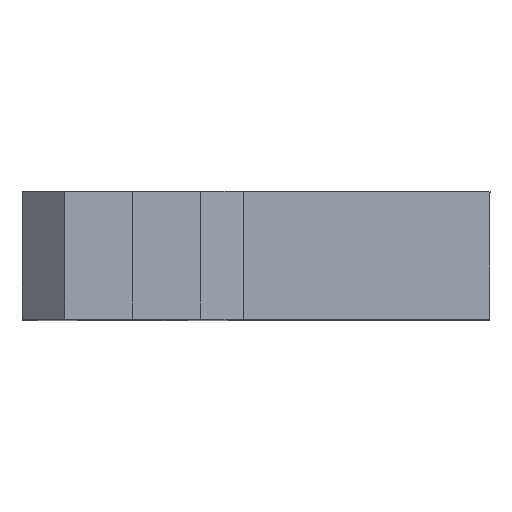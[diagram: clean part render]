
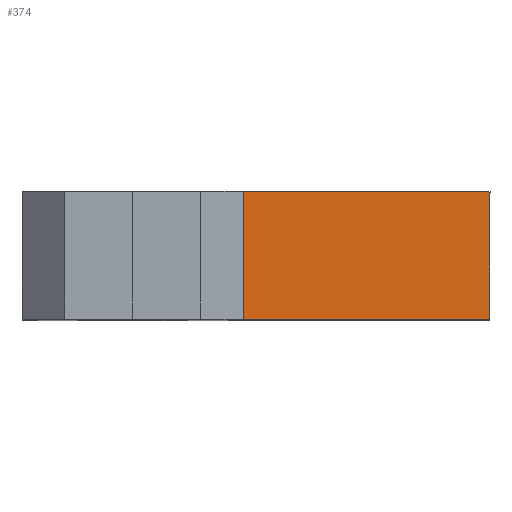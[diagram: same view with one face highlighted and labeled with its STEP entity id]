
A CAD part, top view. The second image highlights one B-rep face of the part: STEP entity #374.
In plain terms, the highlighted free-form (B-spline) face has degree [1, 1] with [2, 2] control points.
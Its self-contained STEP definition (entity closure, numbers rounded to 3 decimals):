
#129=CARTESIAN_POINT('POINT10',(-299.,
   20.5,17.5));
#130=VERTEX_POINT('VERTEX10',#129);
#136=CARTESIAN_POINT('POINT11',(-328.,
   20.5,17.5));
#137=VERTEX_POINT('VERTEX11',#136);
#138=B_SPLINE_CURVE_WITH_KNOTS('SPLINE_CRV12',1,(#139,#140),
   .UNSPECIFIED.,.F.,.F.,(2,2),(0.,1.),.UNSPECIFIED.);
#139=CARTESIAN_POINT('',(-299.,20.5,
   17.5));
#140=CARTESIAN_POINT('',(-328.,20.5,
   17.5));
#141=EDGE_CURVE('EDGE12',#130,#137,#138,.T.);
#330=CARTESIAN_POINT('POINT29',(-299.,
   35.5,17.5));
#331=VERTEX_POINT('VERTEX29',#330);
#337=B_SPLINE_CURVE_WITH_KNOTS('SPLINE_CRV35',1,(#338,#339),
   .UNSPECIFIED.,.F.,.F.,(2,2),(0.,1.),.UNSPECIFIED.);
#338=CARTESIAN_POINT('',(-299.,20.5,
   17.5));
#339=CARTESIAN_POINT('',(-299.,35.5,
   17.5));
#340=EDGE_CURVE('EDGE35',#130,#331,#337,.T.);
#353=ORIENTED_EDGE('COEDGE46',*,*,#141,.F.);
#354=ORIENTED_EDGE('COEDGE47',*,*,#340,.T.);
#355=CARTESIAN_POINT('POINT30',(-328.,
   35.5,17.5));
#356=VERTEX_POINT('VERTEX30',#355);
#357=B_SPLINE_CURVE_WITH_KNOTS('SPLINE_CRV36',1,(#358,#359),
   .UNSPECIFIED.,.F.,.F.,(2,2),(0.,1.),.UNSPECIFIED.);
#358=CARTESIAN_POINT('',(-328.,35.5,
   17.5));
#359=CARTESIAN_POINT('',(-299.,35.5,
   17.5));
#360=EDGE_CURVE('EDGE36',#356,#331,#357,.T.);
#361=ORIENTED_EDGE('COEDGE48',*,*,#360,.F.);
#362=B_SPLINE_CURVE_WITH_KNOTS('SPLINE_CRV37',1,(#363,#364),
   .UNSPECIFIED.,.F.,.F.,(2,2),(0.,1.),.UNSPECIFIED.);
#363=CARTESIAN_POINT('',(-328.,35.5,
   17.5));
#364=CARTESIAN_POINT('',(-328.,20.5,
   17.5));
#365=EDGE_CURVE('EDGE37',#356,#137,#362,.T.);
#366=ORIENTED_EDGE('COEDGE49',*,*,#365,.T.);
#367=EDGE_LOOP('NONE',(#353,#354,#361,#366));
#368=FACE_BOUND('LOOP1',#367,.T.);
#369=B_SPLINE_SURFACE_WITH_KNOTS('SPLINE_SURF8',1,1,((#370,#371),(#372,
   #373)),.UNSPECIFIED.,.F.,.F.,.U.,(2,2),(2,2),(0.,
   1.933),(0.,1.),.UNSPECIFIED.);
#370=CARTESIAN_POINT('',(-328.,20.5,
   17.5));
#371=CARTESIAN_POINT('',(-328.,35.5,
   17.5));
#372=CARTESIAN_POINT('',(-299.,20.5,
   17.5));
#373=CARTESIAN_POINT('',(-299.,35.5,
   17.5));
#374=ADVANCED_FACE('FACE8',(#368),#369,.T.);
